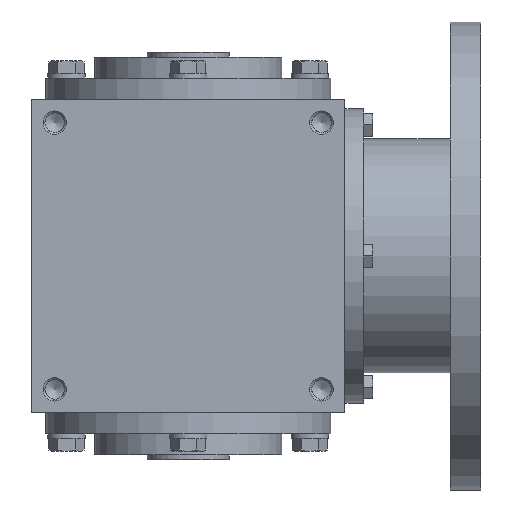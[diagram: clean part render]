
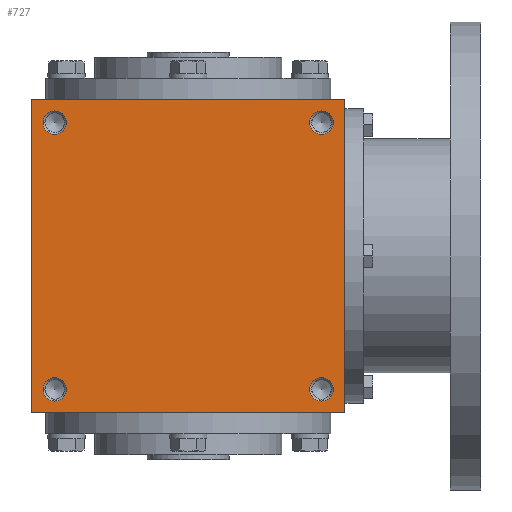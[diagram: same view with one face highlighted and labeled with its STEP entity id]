
A CAD part, front view. The second image highlights one B-rep face of the part: STEP entity #727.
In plain terms, the highlighted planar face has unit normal (0, -1, 0).
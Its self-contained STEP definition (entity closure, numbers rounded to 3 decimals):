
#727 = ADVANCED_FACE( '', ( #1508, #1509, #1510, #1511, #1512 ), #1513, .F. );
#1508 = FACE_BOUND( '', #2360, .T. );
#1509 = FACE_BOUND( '', #2361, .T. );
#1510 = FACE_BOUND( '', #2362, .T. );
#1511 = FACE_BOUND( '', #2363, .T. );
#1512 = FACE_OUTER_BOUND( '', #2364, .T. );
#1513 = PLANE( '', #2365 );
#2360 = EDGE_LOOP( '', ( #3846 ) );
#2361 = EDGE_LOOP( '', ( #3847 ) );
#2362 = EDGE_LOOP( '', ( #3848 ) );
#2363 = EDGE_LOOP( '', ( #3849 ) );
#2364 = EDGE_LOOP( '', ( #3850, #3851, #3852, #3853 ) );
#2365 = AXIS2_PLACEMENT_3D( '', #3854, #3855, #3856 );
#3846 = ORIENTED_EDGE( '', *, *, #4806, .T. );
#3847 = ORIENTED_EDGE( '', *, *, #4736, .T. );
#3848 = ORIENTED_EDGE( '', *, *, #4892, .F. );
#3849 = ORIENTED_EDGE( '', *, *, #4989, .F. );
#3850 = ORIENTED_EDGE( '', *, *, #4972, .T. );
#3851 = ORIENTED_EDGE( '', *, *, #4990, .F. );
#3852 = ORIENTED_EDGE( '', *, *, #4991, .F. );
#3853 = ORIENTED_EDGE( '', *, *, #4786, .T. );
#3854 = CARTESIAN_POINT( '', ( -67., -67., 67. ) );
#3855 = DIRECTION( '', ( 0., 1., 0. ) );
#3856 = DIRECTION( '', ( 0., 0., 1. ) );
#4736 = EDGE_CURVE( '', #5618, #5618, #5619, .T. );
#4786 = EDGE_CURVE( '', #5696, #5694, #5697, .T. );
#4806 = EDGE_CURVE( '', #5724, #5724, #5725, .T. );
#4892 = EDGE_CURVE( '', #5838, #5838, #5839, .T. );
#4972 = EDGE_CURVE( '', #5694, #5939, #5941, .T. );
#4989 = EDGE_CURVE( '', #5961, #5961, #5962, .T. );
#4990 = EDGE_CURVE( '', #5963, #5939, #5964, .T. );
#4991 = EDGE_CURVE( '', #5696, #5963, #5965, .T. );
#5618 = VERTEX_POINT( '', #6773 );
#5619 = CIRCLE( '', #6774, 5. );
#5694 = VERTEX_POINT( '', #6862 );
#5696 = VERTEX_POINT( '', #6865 );
#5697 = LINE( '', #6866, #6867 );
#5724 = VERTEX_POINT( '', #6899 );
#5725 = CIRCLE( '', #6900, 5. );
#5838 = VERTEX_POINT( '', #7047 );
#5839 = CIRCLE( '', #7048, 5. );
#5939 = VERTEX_POINT( '', #7166 );
#5941 = LINE( '', #7169, #7170 );
#5961 = VERTEX_POINT( '', #7192 );
#5962 = CIRCLE( '', #7193, 5. );
#5963 = VERTEX_POINT( '', #7194 );
#5964 = LINE( '', #7195, #7196 );
#5965 = LINE( '', #7197, #7198 );
#6773 = CARTESIAN_POINT( '', ( -57., -67., 62. ) );
#6774 = AXIS2_PLACEMENT_3D( '', #7827, #7828, #7829 );
#6862 = CARTESIAN_POINT( '', ( -67., -67., -67. ) );
#6865 = CARTESIAN_POINT( '', ( -67., -67., 67. ) );
#6866 = CARTESIAN_POINT( '', ( -67., -67., 67. ) );
#6867 = VECTOR( '', #7919, 1000. );
#6899 = CARTESIAN_POINT( '', ( -57., -67., -52. ) );
#6900 = AXIS2_PLACEMENT_3D( '', #7949, #7950, #7951 );
#7047 = CARTESIAN_POINT( '', ( 57., -67., -62. ) );
#7048 = AXIS2_PLACEMENT_3D( '', #8070, #8071, #8072 );
#7166 = CARTESIAN_POINT( '', ( 67., -67., -67. ) );
#7169 = CARTESIAN_POINT( '', ( -67., -67., -67. ) );
#7170 = VECTOR( '', #8190, 1000. );
#7192 = CARTESIAN_POINT( '', ( 57., -67., 52. ) );
#7193 = AXIS2_PLACEMENT_3D( '', #8214, #8215, #8216 );
#7194 = CARTESIAN_POINT( '', ( 67., -67., 67. ) );
#7195 = CARTESIAN_POINT( '', ( 67., -67., 67. ) );
#7196 = VECTOR( '', #8217, 1000. );
#7197 = CARTESIAN_POINT( '', ( -67., -67., 67. ) );
#7198 = VECTOR( '', #8218, 1000. );
#7827 = CARTESIAN_POINT( '', ( -57., -67., 57. ) );
#7828 = DIRECTION( '', ( 0., 1., 0. ) );
#7829 = DIRECTION( '', ( 0., 0., 1. ) );
#7919 = DIRECTION( '', ( 0., 0., -1. ) );
#7949 = CARTESIAN_POINT( '', ( -57., -67., -57. ) );
#7950 = DIRECTION( '', ( 0., 1., 0. ) );
#7951 = DIRECTION( '', ( 0., 0., 1. ) );
#8070 = CARTESIAN_POINT( '', ( 57., -67., -57. ) );
#8071 = DIRECTION( '', ( 0., -1., 0. ) );
#8072 = DIRECTION( '', ( 0., 0., -1. ) );
#8190 = DIRECTION( '', ( 1., 0., 0. ) );
#8214 = CARTESIAN_POINT( '', ( 57., -67., 57. ) );
#8215 = DIRECTION( '', ( 0., -1., 0. ) );
#8216 = DIRECTION( '', ( 0., 0., -1. ) );
#8217 = DIRECTION( '', ( 0., 0., -1. ) );
#8218 = DIRECTION( '', ( 1., 0., 0. ) );
